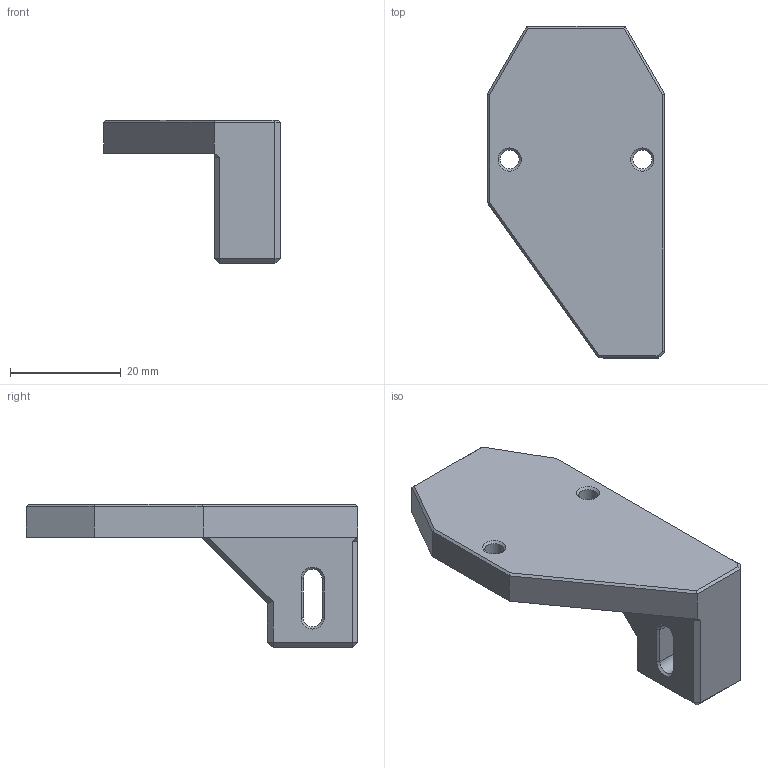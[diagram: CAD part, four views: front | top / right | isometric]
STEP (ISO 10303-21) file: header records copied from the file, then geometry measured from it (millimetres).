
FILE_DESCRIPTION(('FreeCAD Model'),'2;1');
FILE_NAME('Open CASCADE Shape Model','2024-06-04T19:14:50',(''),(''), 'Open CASCADE STEP processor 7.6','FreeCAD','Unknown');
FILE_SCHEMA(('AUTOMOTIVE_DESIGN { 1 0 10303 214 1 1 1 1 }'));
Length unit declared in the file: millimetre
Products named in the file (2): Nudge_Mount_Part1; Body
Assembly tree (1 placements, depth 2):
  Nudge_Mount_Part1
    Body
Bounding box: 32 x 60 x 26 mm (x, y, z)
Volume: 13149.8 mm3; surface area: 5610.2 mm2
Topology: 1 solids, 1 shells, 63 faces, 140 edges, 82 vertices
Faces by surface type: plane 45, cone 11, cylinder 7
Full cylindrical faces by diameter (mm): 3.4 x2, 6.2 x3
Entity records: 3568 total; most frequent: CARTESIAN_POINT 585, DIRECTION 572, LINE 381, VECTOR 381, ORIENTED_EDGE 280, PCURVE 280, DEFINITIONAL_REPRESENTATION 280, EDGE_CURVE 140
